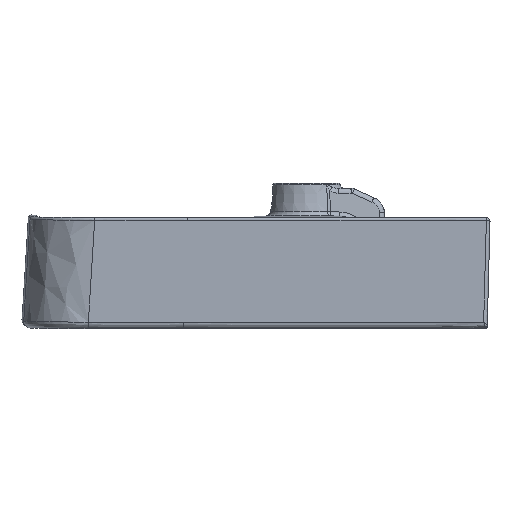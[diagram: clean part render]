
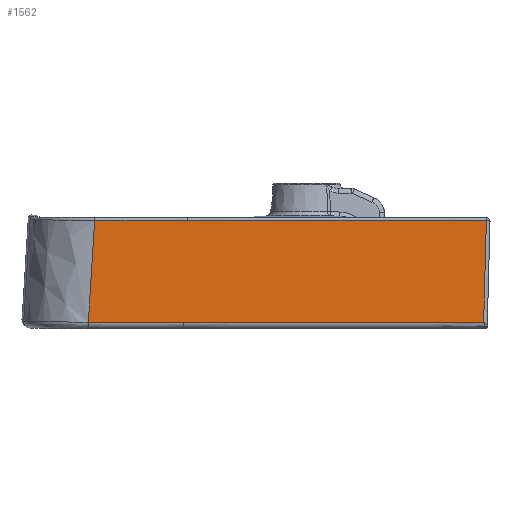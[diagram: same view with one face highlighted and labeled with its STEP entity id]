
A CAD part, left-side view. The second image highlights one B-rep face of the part: STEP entity #1562.
In plain terms, the highlighted free-form (B-spline) face has degree [1, 3] with [2, 7] control points.
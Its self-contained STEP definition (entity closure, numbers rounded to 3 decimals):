
#111=B_SPLINE_SURFACE_WITH_KNOTS('',1,3,((#10999,#11000,#11001,#11002,#11003,
#11004,#11005),(#11006,#11007,#11008,#11009,#11010,#11011,#11012)),
 .UNSPECIFIED.,.F.,.F.,.F.,(2,2),(4,3,4),(0.,1.),(0.,0.99,1.),
 .UNSPECIFIED.);
#1153=FACE_OUTER_BOUND('',#2468,.T.);
#1562=ADVANCED_FACE('',(#1153),#111,.F.);
#2033=B_SPLINE_CURVE_WITH_KNOTS('',3,(#10922,#10923,#10924,#10925,#10926,
#10927,#10928,#10929,#10930,#10931,#10932,#10933,#10934),.UNSPECIFIED.,
 .F.,.F.,(4,3,3,3,4),(0.,0.043,0.215,0.903,
1.),.UNSPECIFIED.);
#2034=B_SPLINE_CURVE_WITH_KNOTS('',3,(#10937,#10938,#10939,#10940,#10941,
#10942,#10943,#10944,#10945,#10946,#10947,#10948,#10949,#10950,#10951,#10952),
 .UNSPECIFIED.,.F.,.F.,(4,3,3,3,3,4),(0.,0.072,0.362,
0.681,0.805,1.),.UNSPECIFIED.);
#2035=B_SPLINE_CURVE_WITH_KNOTS('',3,(#10954,#10955,#10956,#10957),
 .UNSPECIFIED.,.F.,.F.,(4,4),(0.,1.),.UNSPECIFIED.);
#2036=B_SPLINE_CURVE_WITH_KNOTS('',3,(#10959,#10960,#10961,#10962,#10963,
#10964,#10965,#10966,#10967,#10968,#10969,#10970,#10971),.UNSPECIFIED.,
 .F.,.F.,(4,3,3,3,4),(0.,0.006,0.08,0.377,
1.),.UNSPECIFIED.);
#2037=B_SPLINE_CURVE_WITH_KNOTS('',3,(#10973,#10974,#10975,#10976,#10977,
#10978,#10979,#10980,#10981,#10982),.UNSPECIFIED.,.F.,.F.,(4,3,3,4),(0.,
0.059,0.297,1.),.UNSPECIFIED.);
#2038=B_SPLINE_CURVE_WITH_KNOTS('',3,(#10984,#10985,#10986,#10987,#10988,
#10989,#10990,#10991,#10992,#10993),.UNSPECIFIED.,.F.,.F.,(4,3,3,4),(0.,
0.492,0.525,1.),.UNSPECIFIED.);
#2039=B_SPLINE_CURVE_WITH_KNOTS('',3,(#10995,#10996,#10997,#10998),
 .UNSPECIFIED.,.F.,.F.,(4,4),(0.,1.),.UNSPECIFIED.);
#2468=EDGE_LOOP('',(#3345,#3346,#3347,#3348,#3349,#3350,#3351));
#3345=ORIENTED_EDGE('',*,*,#5728,.T.);
#3346=ORIENTED_EDGE('',*,*,#5729,.T.);
#3347=ORIENTED_EDGE('',*,*,#5730,.T.);
#3348=ORIENTED_EDGE('',*,*,#5731,.T.);
#3349=ORIENTED_EDGE('',*,*,#5732,.T.);
#3350=ORIENTED_EDGE('',*,*,#5733,.T.);
#3351=ORIENTED_EDGE('',*,*,#5734,.T.);
#5032=VERTEX_POINT('',#10935);
#5033=VERTEX_POINT('',#10936);
#5034=VERTEX_POINT('',#10953);
#5035=VERTEX_POINT('',#10958);
#5036=VERTEX_POINT('',#10972);
#5037=VERTEX_POINT('',#10983);
#5038=VERTEX_POINT('',#10994);
#5728=EDGE_CURVE('',#5032,#5033,#2033,.T.);
#5729=EDGE_CURVE('',#5033,#5034,#2034,.T.);
#5730=EDGE_CURVE('',#5034,#5035,#2035,.T.);
#5731=EDGE_CURVE('',#5035,#5036,#2036,.T.);
#5732=EDGE_CURVE('',#5036,#5037,#2037,.T.);
#5733=EDGE_CURVE('',#5037,#5038,#2038,.T.);
#5734=EDGE_CURVE('',#5038,#5032,#2039,.T.);
#10922=CARTESIAN_POINT('',(-419.76,-133.37,153.734));
#10923=CARTESIAN_POINT('',(-419.752,-128.703,153.734));
#10924=CARTESIAN_POINT('',(-419.744,-124.036,153.734));
#10925=CARTESIAN_POINT('',(-419.735,-119.37,153.734));
#10926=CARTESIAN_POINT('',(-419.703,-100.703,153.734));
#10927=CARTESIAN_POINT('',(-419.67,-82.037,153.734));
#10928=CARTESIAN_POINT('',(-419.638,-63.37,153.734));
#10929=CARTESIAN_POINT('',(-419.507,11.297,153.734));
#10930=CARTESIAN_POINT('',(-419.377,85.963,153.734));
#10931=CARTESIAN_POINT('',(-419.247,160.63,153.734));
#10932=CARTESIAN_POINT('',(-419.228,171.124,153.734));
#10933=CARTESIAN_POINT('',(-419.21,181.619,153.734));
#10934=CARTESIAN_POINT('',(-419.192,192.113,153.734));
#10935=CARTESIAN_POINT('',(-419.76,-133.37,153.734));
#10936=CARTESIAN_POINT('',(-419.192,192.113,153.734));
#10937=CARTESIAN_POINT('',(-419.192,192.113,153.734));
#10938=CARTESIAN_POINT('',(-419.145,192.183,151.069));
#10939=CARTESIAN_POINT('',(-419.099,192.253,148.403));
#10940=CARTESIAN_POINT('',(-419.052,192.323,145.738));
#10941=CARTESIAN_POINT('',(-418.867,192.602,135.077));
#10942=CARTESIAN_POINT('',(-418.681,192.881,124.415));
#10943=CARTESIAN_POINT('',(-418.496,193.16,113.754));
#10944=CARTESIAN_POINT('',(-418.291,193.468,101.994));
#10945=CARTESIAN_POINT('',(-418.086,193.776,90.234));
#10946=CARTESIAN_POINT('',(-417.882,194.084,78.474));
#10947=CARTESIAN_POINT('',(-417.802,194.204,73.896));
#10948=CARTESIAN_POINT('',(-417.722,194.324,69.318));
#10949=CARTESIAN_POINT('',(-417.643,194.444,64.739));
#10950=CARTESIAN_POINT('',(-417.518,194.632,57.558));
#10951=CARTESIAN_POINT('',(-417.393,194.82,50.377));
#10952=CARTESIAN_POINT('',(-417.268,195.008,43.195));
#10953=CARTESIAN_POINT('',(-417.268,195.008,43.195));
#10954=CARTESIAN_POINT('',(-417.268,195.008,43.195));
#10955=CARTESIAN_POINT('',(-417.268,194.999,43.195));
#10956=CARTESIAN_POINT('',(-417.268,194.99,43.195));
#10957=CARTESIAN_POINT('',(-417.268,194.98,43.195));
#10958=CARTESIAN_POINT('',(-417.268,194.98,43.195));
#10959=CARTESIAN_POINT('',(-417.268,194.98,43.195));
#10960=CARTESIAN_POINT('',(-417.269,194.322,43.195));
#10961=CARTESIAN_POINT('',(-417.27,193.663,43.195));
#10962=CARTESIAN_POINT('',(-417.271,193.004,43.195));
#10963=CARTESIAN_POINT('',(-417.285,185.004,43.195));
#10964=CARTESIAN_POINT('',(-417.299,177.004,43.195));
#10965=CARTESIAN_POINT('',(-417.313,169.004,43.195));
#10966=CARTESIAN_POINT('',(-417.369,137.004,43.195));
#10967=CARTESIAN_POINT('',(-417.425,105.004,43.195));
#10968=CARTESIAN_POINT('',(-417.48,73.004,43.195));
#10969=CARTESIAN_POINT('',(-417.598,5.677,43.195));
#10970=CARTESIAN_POINT('',(-417.716,-61.651,43.195));
#10971=CARTESIAN_POINT('',(-417.833,-128.978,43.195));
#10972=CARTESIAN_POINT('',(-417.833,-128.978,43.195));
#10973=CARTESIAN_POINT('',(-417.833,-128.978,43.195));
#10974=CARTESIAN_POINT('',(-417.837,-130.978,43.195));
#10975=CARTESIAN_POINT('',(-417.84,-132.978,43.195));
#10976=CARTESIAN_POINT('',(-417.844,-134.978,43.195));
#10977=CARTESIAN_POINT('',(-417.858,-142.978,43.195));
#10978=CARTESIAN_POINT('',(-417.871,-150.978,43.194));
#10979=CARTESIAN_POINT('',(-417.885,-158.978,43.193));
#10980=CARTESIAN_POINT('',(-417.927,-182.601,43.189));
#10981=CARTESIAN_POINT('',(-417.968,-206.225,43.182));
#10982=CARTESIAN_POINT('',(-418.009,-229.848,43.171));
#10983=CARTESIAN_POINT('',(-418.009,-229.848,43.171));
#10984=CARTESIAN_POINT('',(-418.009,-229.848,43.171));
#10985=CARTESIAN_POINT('',(-418.325,-230.974,61.294));
#10986=CARTESIAN_POINT('',(-418.642,-232.1,79.417));
#10987=CARTESIAN_POINT('',(-418.959,-233.227,97.541));
#10988=CARTESIAN_POINT('',(-418.98,-233.303,98.765));
#10989=CARTESIAN_POINT('',(-419.001,-233.379,99.989));
#10990=CARTESIAN_POINT('',(-419.023,-233.455,101.213));
#10991=CARTESIAN_POINT('',(-419.328,-234.542,118.705));
#10992=CARTESIAN_POINT('',(-419.634,-235.629,136.197));
#10993=CARTESIAN_POINT('',(-419.939,-236.716,153.689));
#10994=CARTESIAN_POINT('',(-419.939,-236.716,153.689));
#10995=CARTESIAN_POINT('',(-419.939,-236.716,153.689));
#10996=CARTESIAN_POINT('',(-419.88,-202.267,153.719));
#10997=CARTESIAN_POINT('',(-419.82,-167.818,153.734));
#10998=CARTESIAN_POINT('',(-419.76,-133.37,153.734));
#10999=CARTESIAN_POINT('',(-417.989,-307.841,34.218));
#11000=CARTESIAN_POINT('',(-418.726,-310.119,76.42));
#11001=CARTESIAN_POINT('',(-419.463,-312.385,118.623));
#11002=CARTESIAN_POINT('',(-420.199,-314.638,160.827));
#11003=CARTESIAN_POINT('',(-420.207,-314.66,161.249));
#11004=CARTESIAN_POINT('',(-420.214,-314.683,161.671));
#11005=CARTESIAN_POINT('',(-420.222,-314.705,162.093));
#11006=CARTESIAN_POINT('',(-416.923,303.201,34.236));
#11007=CARTESIAN_POINT('',(-417.66,300.923,76.439));
#11008=CARTESIAN_POINT('',(-418.396,298.657,118.642));
#11009=CARTESIAN_POINT('',(-419.133,296.404,160.845));
#11010=CARTESIAN_POINT('',(-419.14,296.381,161.267));
#11011=CARTESIAN_POINT('',(-419.148,296.359,161.689));
#11012=CARTESIAN_POINT('',(-419.155,296.336,162.112));
